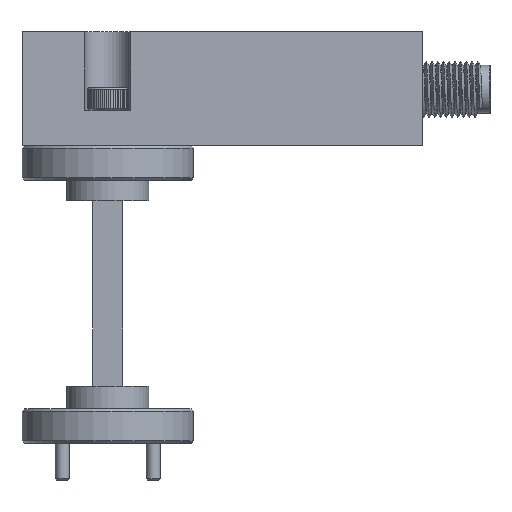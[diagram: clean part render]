
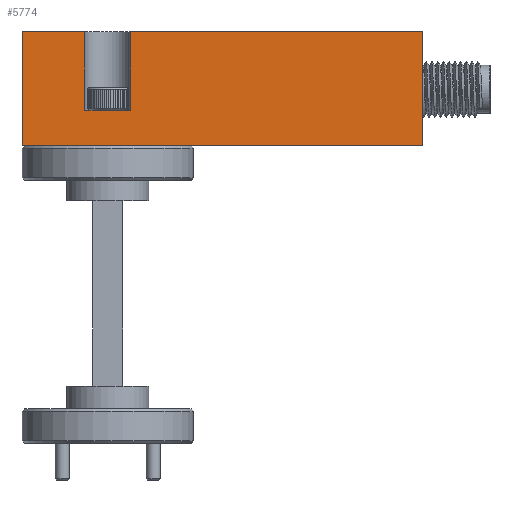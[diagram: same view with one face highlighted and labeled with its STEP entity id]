
A CAD part, left-side view. The second image highlights one B-rep face of the part: STEP entity #5774.
In plain terms, the highlighted planar face has unit normal (-1, 0, 0).
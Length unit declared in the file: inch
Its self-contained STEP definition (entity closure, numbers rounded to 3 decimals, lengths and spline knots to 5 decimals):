
#152 = ORIENTED_EDGE ( 'NONE', *, *, #35573, .T. ) ;
#165 = VERTEX_POINT ( 'NONE', #7554 ) ;
#2652 = LINE ( 'NONE', #29847, #33736 ) ;
#3390 = LINE ( 'NONE', #12175, #27648 ) ;
#4448 = CARTESIAN_POINT ( 'NONE',  ( -1.33625, -0.41913, -0.1982 ) ) ;
#4714 = CARTESIAN_POINT ( 'NONE',  ( -1.33625, 1.33087, 0.3018 ) ) ;
#4718 = EDGE_CURVE ( 'NONE', #26400, #8876, #11649, .T. ) ;
#5774 = ADVANCED_FACE ( 'NONE', ( #10060 ), #12949, .T. ) ;
#6446 = CARTESIAN_POINT ( 'NONE',  ( -1.33625, 0.85587, -0.0432 ) ) ;
#6457 = VERTEX_POINT ( 'NONE', #6446 ) ;
#7554 = CARTESIAN_POINT ( 'NONE',  ( -1.33625, 1.33087, -0.1982 ) ) ;
#8071 = VECTOR ( 'NONE', #10725, 39.37008 ) ;
#8108 = LINE ( 'NONE', #27075, #23556 ) ;
#8189 = EDGE_CURVE ( 'NONE', #31285, #165, #8108, .T. ) ;
#8415 = CARTESIAN_POINT ( 'NONE',  ( -1.33625, 0.85587, 0.3018 ) ) ;
#8876 = VERTEX_POINT ( 'NONE', #14038 ) ;
#8996 = LINE ( 'NONE', #28374, #22653 ) ;
#9227 = EDGE_LOOP ( 'NONE', ( #32770, #30251, #19281, #28987, #152, #18011, #30454, #32262 ) ) ;
#10060 = FACE_OUTER_BOUND ( 'NONE', #9227, .T. ) ;
#10521 = DIRECTION ( 'NONE',  ( 0., 1., 0. ) ) ;
#10725 = DIRECTION ( 'NONE',  ( 0., 0., -1. ) ) ;
#11126 = VECTOR ( 'NONE', #28152, 39.37008 ) ;
#11649 = LINE ( 'NONE', #22680, #17932 ) ;
#12175 = CARTESIAN_POINT ( 'NONE',  ( -1.33625, 1.05587, -0.0432 ) ) ;
#12949 = PLANE ( 'NONE',  #23554 ) ;
#13562 = CARTESIAN_POINT ( 'NONE',  ( -1.33625, -0.41913, 0.3018 ) ) ;
#14038 = CARTESIAN_POINT ( 'NONE',  ( -1.33625, 0.85587, 0.3018 ) ) ;
#14463 = EDGE_CURVE ( 'NONE', #26400, #31285, #8996, .T. ) ;
#15632 = LINE ( 'NONE', #4714, #8071 ) ;
#17932 = VECTOR ( 'NONE', #33931, 39.37008 ) ;
#18011 = ORIENTED_EDGE ( 'NONE', *, *, #27638, .F. ) ;
#18746 = EDGE_CURVE ( 'NONE', #34439, #165, #15632, .T. ) ;
#19281 = ORIENTED_EDGE ( 'NONE', *, *, #14463, .F. ) ;
#19312 = LINE ( 'NONE', #8415, #24799 ) ;
#19410 = DIRECTION ( 'NONE',  ( 0., 0., 1. ) ) ;
#19488 = DIRECTION ( 'NONE',  ( 0., 0., -1. ) ) ;
#20266 = DIRECTION ( 'NONE',  ( 0., 0., -1. ) ) ;
#21264 = CARTESIAN_POINT ( 'NONE',  ( -1.33625, 1.05587, -0.0432 ) ) ;
#22050 = CARTESIAN_POINT ( 'NONE',  ( -1.33625, 1.05587, 0.3018 ) ) ;
#22130 = EDGE_CURVE ( 'NONE', #33039, #34439, #2652, .T. ) ;
#22653 = VECTOR ( 'NONE', #20266, 39.37008 ) ;
#22680 = CARTESIAN_POINT ( 'NONE',  ( -1.33625, 0.45587, 0.3018 ) ) ;
#23554 = AXIS2_PLACEMENT_3D ( 'NONE', #35475, #27006, #19410 ) ;
#23556 = VECTOR ( 'NONE', #10521, 39.37008 ) ;
#24690 = DIRECTION ( 'NONE',  ( 0., 1., 0. ) ) ;
#24799 = VECTOR ( 'NONE', #19488, 39.37008 ) ;
#24997 = LINE ( 'NONE', #22050, #11126 ) ;
#25632 = DIRECTION ( 'NONE',  ( 0., -1., 0. ) ) ;
#26400 = VERTEX_POINT ( 'NONE', #13562 ) ;
#27006 = DIRECTION ( 'NONE',  ( -1., 0., 0. ) ) ;
#27075 = CARTESIAN_POINT ( 'NONE',  ( -1.33625, -0.41913, -0.1982 ) ) ;
#27634 = CARTESIAN_POINT ( 'NONE',  ( -1.33625, 1.05587, 0.3018 ) ) ;
#27638 = EDGE_CURVE ( 'NONE', #28344, #6457, #3390, .T. ) ;
#27648 = VECTOR ( 'NONE', #25632, 39.37008 ) ;
#28152 = DIRECTION ( 'NONE',  ( 0., 0., -1. ) ) ;
#28344 = VERTEX_POINT ( 'NONE', #21264 ) ;
#28374 = CARTESIAN_POINT ( 'NONE',  ( -1.33625, -0.41913, 0.3018 ) ) ;
#28987 = ORIENTED_EDGE ( 'NONE', *, *, #4718, .T. ) ;
#29847 = CARTESIAN_POINT ( 'NONE',  ( -1.33625, 0.45587, 0.3018 ) ) ;
#30251 = ORIENTED_EDGE ( 'NONE', *, *, #8189, .F. ) ;
#30454 = ORIENTED_EDGE ( 'NONE', *, *, #32212, .F. ) ;
#31285 = VERTEX_POINT ( 'NONE', #4448 ) ;
#32212 = EDGE_CURVE ( 'NONE', #33039, #28344, #24997, .T. ) ;
#32262 = ORIENTED_EDGE ( 'NONE', *, *, #22130, .T. ) ;
#32770 = ORIENTED_EDGE ( 'NONE', *, *, #18746, .T. ) ;
#33039 = VERTEX_POINT ( 'NONE', #27634 ) ;
#33736 = VECTOR ( 'NONE', #24690, 39.37008 ) ;
#33931 = DIRECTION ( 'NONE',  ( 0., 1., 0. ) ) ;
#34439 = VERTEX_POINT ( 'NONE', #36115 ) ;
#35475 = CARTESIAN_POINT ( 'NONE',  ( -1.33625, 0.45587, 0.3018 ) ) ;
#35573 = EDGE_CURVE ( 'NONE', #8876, #6457, #19312, .T. ) ;
#36115 = CARTESIAN_POINT ( 'NONE',  ( -1.33625, 1.33087, 0.3018 ) ) ;
